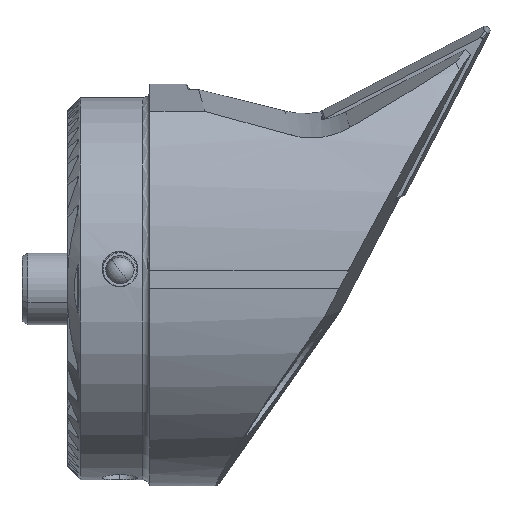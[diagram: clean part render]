
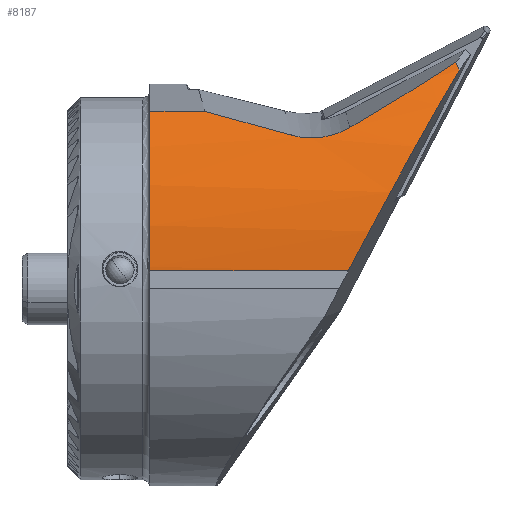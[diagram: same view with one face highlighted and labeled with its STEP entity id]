
A CAD part, front view. The second image highlights one B-rep face of the part: STEP entity #8187.
In plain terms, the highlighted cylindrical face has radius 23 mm (diameter 46 mm), a partial arc.
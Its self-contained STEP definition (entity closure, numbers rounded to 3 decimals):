
#401 = EDGE_LOOP ( 'NONE', ( #3804, #9889, #11398, #9721, #16921, #6191, #16265, #2218, #7694 ) ) ;
#824 = CARTESIAN_POINT ( 'NONE',  ( 18.771, -13.558, 12.755 ) ) ;
#939 = CARTESIAN_POINT ( 'NONE',  ( 22.534, -13.346, 13.127 ) ) ;
#1262 = VERTEX_POINT ( 'NONE', #7847 ) ;
#1386 = DIRECTION ( 'NONE',  ( 0., 0., -1. ) ) ;
#1694 = EDGE_CURVE ( 'NONE', #16729, #5119, #15124, .T. ) ;
#1951 = EDGE_CURVE ( 'NONE', #13616, #16729, #10864, .T. ) ;
#2007 = CARTESIAN_POINT ( 'NONE',  ( 6.5, -16.497, 1.842 ) ) ;
#2057 = AXIS2_PLACEMENT_3D ( 'NONE', #6998, #11029, #15129 ) ;
#2218 = ORIENTED_EDGE ( 'NONE', *, *, #1951, .F. ) ;
#2382 = VERTEX_POINT ( 'NONE', #7243 ) ;
#2679 = DIRECTION ( 'NONE',  ( -1., 0., 0. ) ) ;
#2905 = CARTESIAN_POINT ( 'NONE',  ( 23.267, -13.114, 13.512 ) ) ;
#3580 = CARTESIAN_POINT ( 'NONE',  ( 32.421, -9.183, 18.324 ) ) ;
#3609 = EDGE_CURVE ( 'NONE', #1262, #12510, #12981, .T. ) ;
#3640 = CARTESIAN_POINT ( 'NONE',  ( 26.534, -16.5, 7.974 ) ) ;
#3804 = ORIENTED_EDGE ( 'NONE', *, *, #14751, .F. ) ;
#3806 = CARTESIAN_POINT ( 'NONE',  ( 22.911, -13.242, 13.303 ) ) ;
#3807 = EDGE_CURVE ( 'NONE', #13616, #2382, #8386, .T. ) ;
#3810 = CARTESIAN_POINT ( 'NONE',  ( 23.136, -16.5, 1.5 ) ) ;
#4964 = CARTESIAN_POINT ( 'NONE',  ( 20.041, -13.631, 12.624 ) ) ;
#5119 = VERTEX_POINT ( 'NONE', #10488 ) ;
#5866 = CARTESIAN_POINT ( 'NONE',  ( 32.421, -9.183, 18.324 ) ) ;
#5961 =( BOUNDED_CURVE ( )  B_SPLINE_CURVE ( 3, ( #7583, #10265, #6074, #11378 ),
 .UNSPECIFIED., .F., .F. ) 
 B_SPLINE_CURVE_WITH_KNOTS ( ( 4, 4 ),
 ( 3.955, 4.058 ),
 .UNSPECIFIED. ) 
 CURVE ( )  GEOMETRIC_REPRESENTATION_ITEM ( )  RATIONAL_B_SPLINE_CURVE ( ( 1., 0.999, 0.999, 1. ) ) 
 REPRESENTATION_ITEM ( '' )  );
#5988 = CARTESIAN_POINT ( 'NONE',  ( 32.138, -8.452, 18.977 ) ) ;
#6074 = CARTESIAN_POINT ( 'NONE',  ( 15.835, -13.103, 13.556 ) ) ;
#6191 = ORIENTED_EDGE ( 'NONE', *, *, #16785, .F. ) ;
#6245 = EDGE_CURVE ( 'NONE', #12023, #1262, #5961, .T. ) ;
#6383 = CARTESIAN_POINT ( 'NONE',  ( 23.267, -13.114, 13.512 ) ) ;
#6719 = AXIS2_PLACEMENT_3D ( 'NONE', #10689, #2679, #1386 ) ;
#6998 = CARTESIAN_POINT ( 'NONE',  ( -1.124, 6.5, 1.5 ) ) ;
#7243 = CARTESIAN_POINT ( 'NONE',  ( 23.136, -16.5, 1.5 ) ) ;
#7290 = VERTEX_POINT ( 'NONE', #16902 ) ;
#7583 = CARTESIAN_POINT ( 'NONE',  ( 11.103, -12.216, 14.869 ) ) ;
#7694 = ORIENTED_EDGE ( 'NONE', *, *, #3807, .T. ) ;
#7720 = CARTESIAN_POINT ( 'NONE',  ( 19.19, -13.598, 12.684 ) ) ;
#7783 = CARTESIAN_POINT ( 'NONE',  ( 21.733, -13.506, 12.848 ) ) ;
#7847 = CARTESIAN_POINT ( 'NONE',  ( 18.359, -13.494, 12.868 ) ) ;
#8130 = CARTESIAN_POINT ( 'NONE',  ( -1.124, -16.5, 1.5 ) ) ;
#8150 = VECTOR ( 'NONE', #12670, 1000. ) ;
#8187 = ADVANCED_FACE ( 'NONE', ( #13591 ), #10039, .T. ) ;
#8386 = LINE ( 'NONE', #8130, #10892 ) ;
#8555 = CARTESIAN_POINT ( 'NONE',  ( 32.319, -8.944, 18.547 ) ) ;
#8576 = CARTESIAN_POINT ( 'NONE',  ( 6.5, -16.5, 1.614 ) ) ;
#8631 = CARTESIAN_POINT ( 'NONE',  ( 6.499, -16.5, 1.5 ) ) ;
#8662 = CARTESIAN_POINT ( 'NONE',  ( 11.103, -12.216, 14.869 ) ) ;
#8676 = EDGE_CURVE ( 'NONE', #15250, #7290, #16373, .T. ) ;
#8768 = CARTESIAN_POINT ( 'NONE',  ( 6.5, -16.497, 1.842 ) ) ;
#9459 = DIRECTION ( 'NONE',  ( 1., 0., 0. ) ) ;
#9721 = ORIENTED_EDGE ( 'NONE', *, *, #3609, .F. ) ;
#9889 = ORIENTED_EDGE ( 'NONE', *, *, #8676, .T. ) ;
#9996 = CARTESIAN_POINT ( 'NONE',  ( -1.124, -12.216, 14.869 ) ) ;
#10039 = CYLINDRICAL_SURFACE ( 'NONE', #2057, 23. ) ;
#10040 = CARTESIAN_POINT ( 'NONE',  ( 6.5, -16.499, 1.728 ) ) ;
#10229 =( BOUNDED_CURVE ( )  B_SPLINE_CURVE ( 3, ( #2905, #16382, #10968, #12188 ),
 .UNSPECIFIED., .F., .F. ) 
 B_SPLINE_CURVE_WITH_KNOTS ( ( 4, 4 ),
 ( 5.43, 5.744 ),
 .UNSPECIFIED. ) 
 CURVE ( )  GEOMETRIC_REPRESENTATION_ITEM ( )  RATIONAL_B_SPLINE_CURVE ( ( 1., 0.992, 0.992, 1. ) ) 
 REPRESENTATION_ITEM ( '' )  );
#10265 = CARTESIAN_POINT ( 'NONE',  ( 13.414, -12.676, 14.224 ) ) ;
#10488 = CARTESIAN_POINT ( 'NONE',  ( 6.5, -12.216, 14.869 ) ) ;
#10689 = CARTESIAN_POINT ( 'NONE',  ( 6.5, 6.5, 1.5 ) ) ;
#10864 = B_SPLINE_CURVE_WITH_KNOTS ( 'NONE', 3,
 ( #8631, #8576, #10040, #2007 ),
 .UNSPECIFIED., .F., .F.,
 ( 4, 4 ),
 ( 0., 0. ),
 .UNSPECIFIED. ) ;
#10892 = VECTOR ( 'NONE', #9459, 1000. ) ;
#10968 = CARTESIAN_POINT ( 'NONE',  ( 29.75, -10.286, 17.407 ) ) ;
#10978 =( BOUNDED_CURVE ( )  B_SPLINE_CURVE ( 3, ( #3580, #14349, #3640, #3810 ),
 .UNSPECIFIED., .F., .F. ) 
 B_SPLINE_CURVE_WITH_KNOTS ( ( 4, 4 ),
 ( 0.868, 1.689 ),
 .UNSPECIFIED. ) 
 CURVE ( )  GEOMETRIC_REPRESENTATION_ITEM ( )  RATIONAL_B_SPLINE_CURVE ( ( 1., 0.945, 0.945, 1. ) ) 
 REPRESENTATION_ITEM ( '' )  );
#11029 = DIRECTION ( 'NONE',  ( 1., 0., 0. ) ) ;
#11378 = CARTESIAN_POINT ( 'NONE',  ( 18.359, -13.494, 12.868 ) ) ;
#11398 = ORIENTED_EDGE ( 'NONE', *, *, #17128, .F. ) ;
#12023 = VERTEX_POINT ( 'NONE', #8662 ) ;
#12188 = CARTESIAN_POINT ( 'NONE',  ( 32.138, -8.452, 18.977 ) ) ;
#12510 = VERTEX_POINT ( 'NONE', #15317 ) ;
#12670 = DIRECTION ( 'NONE',  ( 1., 0., 0. ) ) ;
#12981 = B_SPLINE_CURVE_WITH_KNOTS ( 'NONE', 3,
 ( #15402, #824, #7720, #4964, #15796, #15856, #7783, #939, #3806, #6383 ),
 .UNSPECIFIED., .F., .F.,
 ( 4, 2, 2, 2, 4 ),
 ( 0., 0.001, 0.003, 0.004, 0.005 ),
 .UNSPECIFIED. ) ;
#13591 = FACE_OUTER_BOUND ( 'NONE', #401, .T. ) ;
#13599 = LINE ( 'NONE', #9996, #8150 ) ;
#13616 = VERTEX_POINT ( 'NONE', #16827 ) ;
#14147 = CARTESIAN_POINT ( 'NONE',  ( 32.421, -9.183, 18.324 ) ) ;
#14349 = CARTESIAN_POINT ( 'NONE',  ( 29.81, -13.918, 13.91 ) ) ;
#14751 = EDGE_CURVE ( 'NONE', #15250, #2382, #10978, .T. ) ;
#15124 = CIRCLE ( 'NONE', #6719, 23. ) ;
#15129 = DIRECTION ( 'NONE',  ( 0., 0., -1. ) ) ;
#15250 = VERTEX_POINT ( 'NONE', #14147 ) ;
#15317 = CARTESIAN_POINT ( 'NONE',  ( 23.267, -13.114, 13.512 ) ) ;
#15402 = CARTESIAN_POINT ( 'NONE',  ( 18.359, -13.494, 12.868 ) ) ;
#15796 = CARTESIAN_POINT ( 'NONE',  ( 20.477, -13.624, 12.638 ) ) ;
#15856 = CARTESIAN_POINT ( 'NONE',  ( 21.32, -13.561, 12.75 ) ) ;
#16265 = ORIENTED_EDGE ( 'NONE', *, *, #1694, .F. ) ;
#16373 =( BOUNDED_CURVE ( )  B_SPLINE_CURVE ( 3, ( #5866, #8555, #16600, #5988 ),
 .UNSPECIFIED., .F., .F. ) 
 B_SPLINE_CURVE_WITH_KNOTS ( ( 4, 4 ),
 ( 2.851, 2.894 ),
 .UNSPECIFIED. ) 
 CURVE ( )  GEOMETRIC_REPRESENTATION_ITEM ( )  RATIONAL_B_SPLINE_CURVE ( ( 1., 1., 1., 1. ) ) 
 REPRESENTATION_ITEM ( '' )  );
#16382 = CARTESIAN_POINT ( 'NONE',  ( 26.769, -11.853, 15.571 ) ) ;
#16600 = CARTESIAN_POINT ( 'NONE',  ( 32.225, -8.7, 18.764 ) ) ;
#16729 = VERTEX_POINT ( 'NONE', #8768 ) ;
#16785 = EDGE_CURVE ( 'NONE', #5119, #12023, #13599, .T. ) ;
#16827 = CARTESIAN_POINT ( 'NONE',  ( 6.499, -16.5, 1.5 ) ) ;
#16902 = CARTESIAN_POINT ( 'NONE',  ( 32.138, -8.452, 18.977 ) ) ;
#16921 = ORIENTED_EDGE ( 'NONE', *, *, #6245, .F. ) ;
#17128 = EDGE_CURVE ( 'NONE', #12510, #7290, #10229, .T. ) ;
